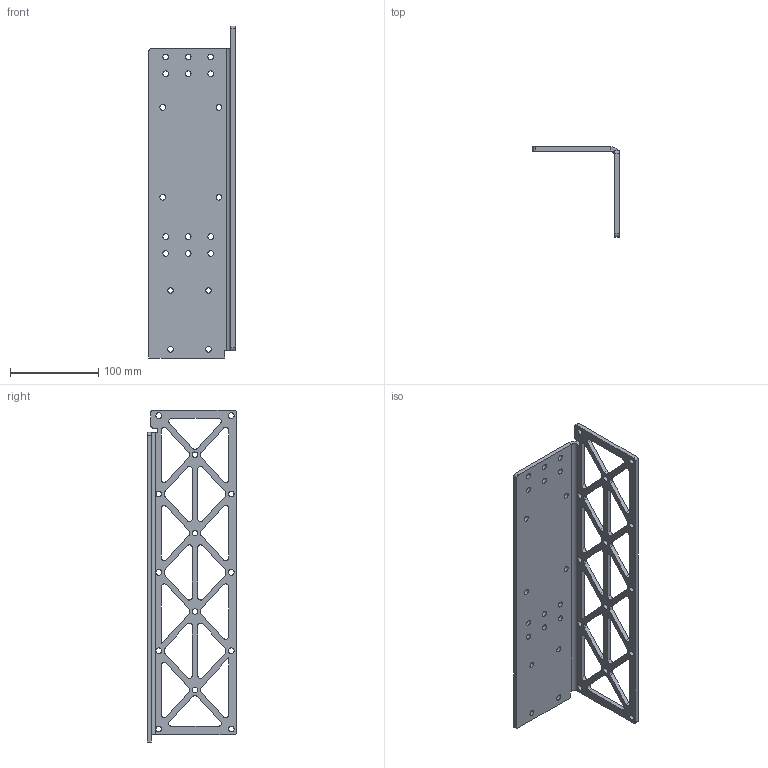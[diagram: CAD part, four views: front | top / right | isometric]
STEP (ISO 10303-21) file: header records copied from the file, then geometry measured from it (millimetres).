
FILE_DESCRIPTION(/* description */ (''),/* implementation_level */ '2;1');
FILE_NAME(/* name */ 'NEMA34_gearbox_sheetMetaMount.stp',/* time_stamp */ '2024-06-26T18:43:48-04:00',/* author */ ('seene'),/* organization */ (''),/* preprocessor_version */ 'ST-DEVELOPER v20',/* originating_system */ 'Autodesk Inventor 2025',/* authorisation */ '');
FILE_SCHEMA (('AUTOMOTIVE_DESIGN { 1 0 10303 214 3 1 1 }'));
Length unit declared in the file: inch
Products named in the file (1): NEMA34_gearbox_sheetMetaMount
Bounding box: 97.47 x 101.6 x 375.36 mm (x, y, z)
Volume: 229937.1 mm3; surface area: 117111.2 mm2
Topology: 1 solids, 1 shells, 175 faces, 511 edges, 338 vertices
Faces by surface type: cylinder 109, plane 66
Full cylindrical faces by diameter (mm): 6.35 x34
Entity records: 6124 total; most frequent: DIRECTION 1081, CARTESIAN_POINT 1025, ORIENTED_EDGE 1022, EDGE_CURVE 511, AXIS2_PLACEMENT_3D 394, VERTEX_POINT 338, LINE 293, VECTOR 293
